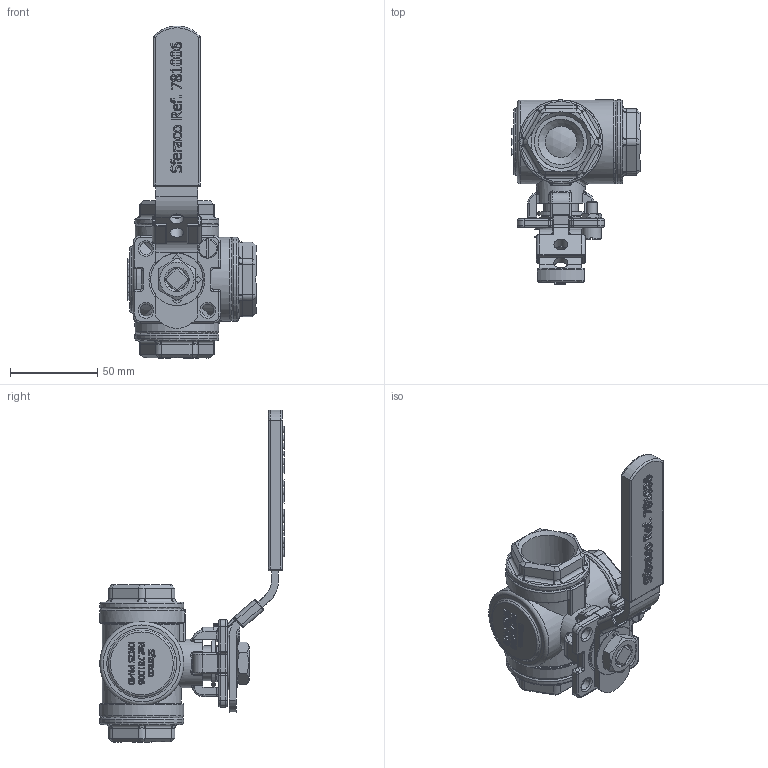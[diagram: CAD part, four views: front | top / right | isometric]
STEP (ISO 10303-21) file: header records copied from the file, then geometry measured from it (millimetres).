
FILE_DESCRIPTION(/* description */ ('781006'),/* implementation_level */ '2;1');
FILE_NAME(/* name */ '781006.stp',/* time_stamp */ '2017-02-15T14:35:48+01:00',/* author */ ('jmorand'),/* organization */ ('Sferaco'),/* preprocessor_version */ 'ST-DEVELOPER v16.5',/* originating_system */ 'Autodesk Inventor 2017',/* authorisation */ '');
FILE_SCHEMA (('AUTOMOTIVE_DESIGN { 1 0 10303 214 3 1 1 }'));
Products named in the file (1): 781006_bd
Bounding box: 73.3 x 105.5 x 190 mm (x, y, z)
Volume: 187567.5 mm3; surface area: 58687.8 mm2
Topology: 1 solids, 5 shells, 1449 faces, 3760 edges, 2356 vertices
Faces by surface type: plane 570, bspline 432, cylinder 250, torus 125, cone 38, sphere 34
Full cylindrical faces by diameter (mm): 6 x2, 7 x4, 8 x2, 11 x1, 14 x2, 15 x2, 18 x3, 20 x1, 28 x1, 30 x3, 30.291 x3, 48 x5
Entity records: 50265 total; most frequent: CARTESIAN_POINT 16523, ORIENTED_EDGE 7316, DIRECTION 5528, EDGE_CURVE 3658, VERTEX_POINT 2325, AXIS2_PLACEMENT_3D 1849, LINE 1830, VECTOR 1830
